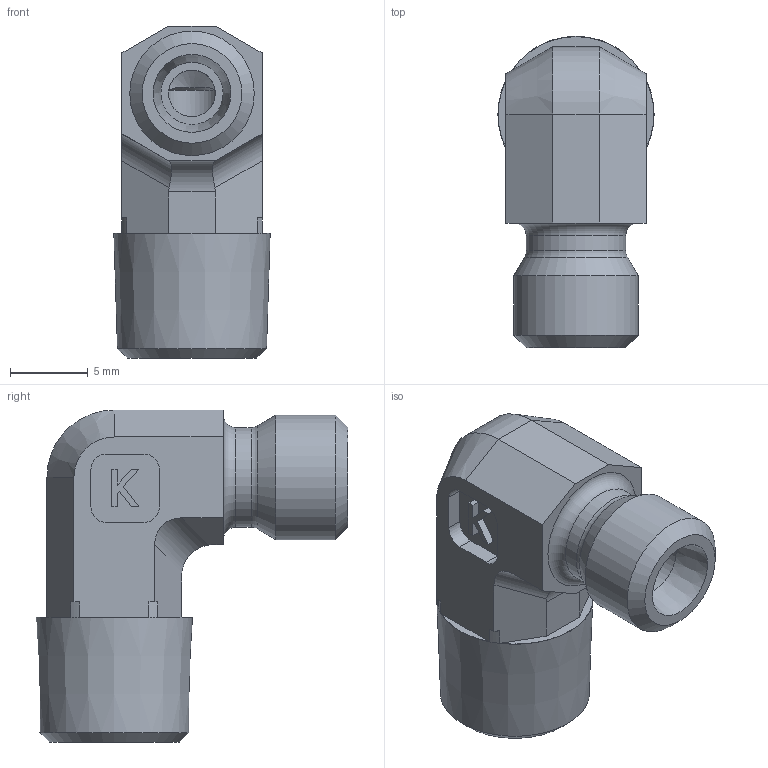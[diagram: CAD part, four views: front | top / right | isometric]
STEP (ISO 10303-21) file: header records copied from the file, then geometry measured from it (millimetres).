
FILE_DESCRIPTION((''),'2;1');
FILE_NAME('23001041808.stp','2014-08-27T10:36:56',(''),('KNOMI spol. s r. o.'),'Autodesk Inventor 2012','Autodesk Inventor 2012','');
FILE_SCHEMA(('AUTOMOTIVE_DESIGN { 1 2 10303 214 0 1 1 1 }'));
Length unit declared in the file: millimetre
Products named in the file (1): LHCR1 4LLRkuž R1/8/M8x1
Bounding box: 10.04 x 20.02 x 21.33 mm (x, y, z)
Volume: 1687.2 mm3; surface area: 1376.8 mm2
Topology: 1 solids, 1 shells, 77 faces, 205 edges, 134 vertices
Faces by surface type: plane 44, cylinder 17, cone 10, torus 6
Full cylindrical faces by diameter (mm): 3 x1, 3.5 x1, 4 x1, 6.4 x1, 8 x1
Entity records: 2361 total; most frequent: CARTESIAN_POINT 485, DIRECTION 382, ORIENTED_EDGE 370, EDGE_CURVE 185, AXIS2_PLACEMENT_3D 131, VERTEX_POINT 127, VECTOR 120, LINE 120
